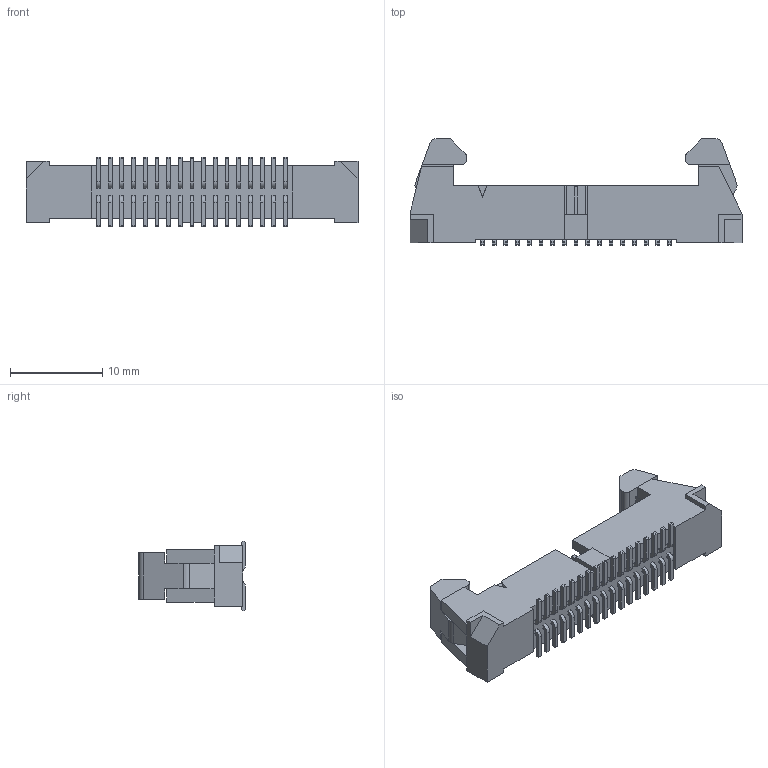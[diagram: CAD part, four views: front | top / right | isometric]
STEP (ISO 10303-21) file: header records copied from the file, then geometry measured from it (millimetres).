
FILE_DESCRIPTION( ( 'STEP AP214' ), ' ' );
FILE_NAME( 'EHF-117-01-F-D-SM.stp', '2018-03-22T16:14:31', ( '' ), ( '' ), ' ', 'PARTsolutions', ' ' );
FILE_SCHEMA( ( 'AUTOMOTIVE_DESIGN { 1 0 10303 214 1 1 1 1 }' ) );
Length unit declared in the file: inch
Products named in the file (4): EHF-117-01-F-D-SM; _EHF-117-01-D_header; _EHF-First_Position_Indicator; _T-1S15-02-17-D-SM
Assembly tree (3 placements, depth 2):
  EHF-117-01-F-D-SM
    _EHF-117-01-D_header
    _EHF-First_Position_Indicator
    _T-1S15-02-17-D-SM
Bounding box: 36.07 x 11.56 x 7.52 mm (x, y, z)
Volume: 1172.1 mm3; surface area: 1954.7 mm2
Topology: 3 solids, 3 shells, 647 faces, 1905 edges, 1264 vertices
Faces by surface type: plane 571, cylinder 76
Entity records: 26453 total; most frequent: CARTESIAN_POINT 3820, ORIENTED_EDGE 3810, DIRECTION 3359, EDGE_CURVE 1905, LINE 1753, VECTOR 1753, VERTEX_POINT 1264, AXIS2_PLACEMENT_3D 803
